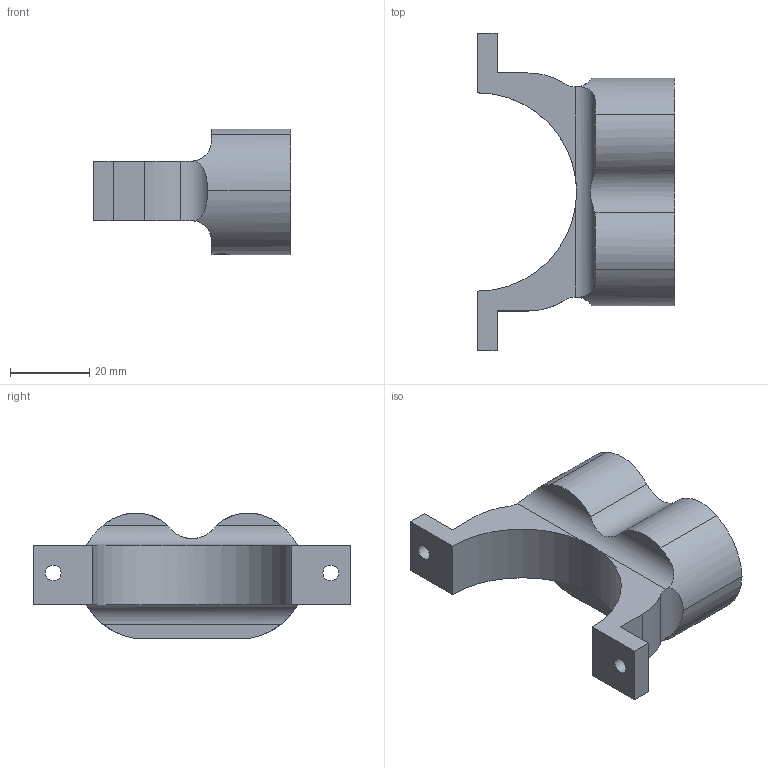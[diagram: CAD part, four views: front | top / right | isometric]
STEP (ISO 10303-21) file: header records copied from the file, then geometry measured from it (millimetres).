
FILE_DESCRIPTION(/* description */ ('STEP AP242','CAx-IF Rec.Pracs.---Representation and Presentation of Product Manufacturing Information (PMI)---4.0---2014-10-13','CAx-IF Rec.Pracs.---3D Tessellated Geometry---0.4---2014-09-14','2;1'),/* implementation_level */ '2;1');
FILE_NAME(/* name */ 'bikeHOLDERLIGHT parts - Main-TypeB',/* time_stamp */ '2025-04-18T12:08:52Z',/* author */ (''),/* organization */ (''),/* preprocessor_version */ 'ST-DEVELOPER v20',/* originating_system */ 'ONSHAPE BY PTC INC, 1.196',/* authorisation */ ' ');
FILE_SCHEMA (('AP242_MANAGED_MODEL_BASED_3D_ENGINEERING_MIM_LF { 1 0 10303 442 1 1 4 }'));
Length unit declared in the file: metre
Products named in the file (1): Main-TypeB
Bounding box: 49.74 x 80 x 31.75 mm (x, y, z)
Volume: 32455.5 mm3; surface area: 12300.8 mm2
Topology: 1 solids, 1 shells, 60 faces, 164 edges, 109 vertices
Faces by surface type: plane 34, cylinder 26
Full cylindrical faces by diameter (mm): 2.2 x5, 3.6 x1, 4 x2, 21.6 x2
Entity records: 1899 total; most frequent: CARTESIAN_POINT 403, DIRECTION 306, ORIENTED_EDGE 296, EDGE_CURVE 148, AXIS2_PLACEMENT_3D 116, VERTEX_POINT 104, EDGE_LOOP 80, FACE_BOUND 80
